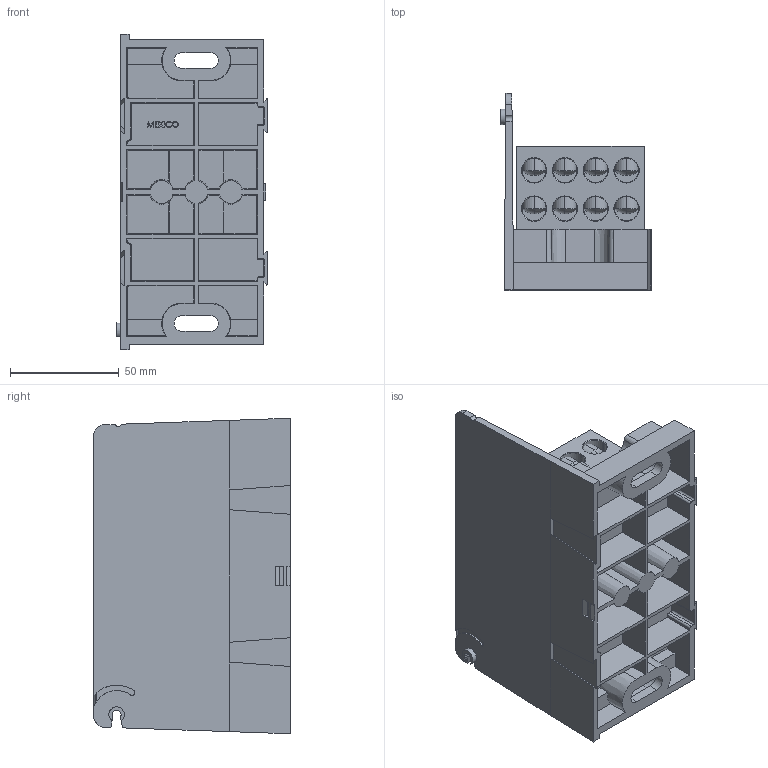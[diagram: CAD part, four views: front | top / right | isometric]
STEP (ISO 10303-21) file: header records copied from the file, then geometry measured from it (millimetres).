
FILE_DESCRIPTION (( 'STEP AP214' ), '1' );
FILE_NAME ('702000.STEP', '2024-08-19T14:02:32', ( '' ), ( '' ), 'SwSTEP 2.0', 'SolidWorks 2021', '' );
FILE_SCHEMA (( 'AUTOMOTIVE_DESIGN' ));
Length unit declared in the file: inch
Products named in the file (7): F09002; 702000; C06935P; F09928_DEFAULT; F08987; C06935; 410033
Assembly tree (15 placements, depth 3):
  702000
    C06935P
      C06935
      F08987  x2
      F09002  x8
    410033
    F09928_DEFAULT  x2
Bounding box: 69.22 x 90.17 x 144.78 mm (x, y, z)
Volume: 258561 mm3; surface area: 128295.9 mm2
Topology: 14 solids, 14 shells, 945 faces, 2320 edges, 1468 vertices
Faces by surface type: plane 370, cylinder 268, cone 254, torus 28, bspline 21, sphere 4
Entity records: 25165 total; most frequent: CARTESIAN_POINT 8665, ORIENTED_EDGE 3376, DIRECTION 3042, EDGE_CURVE 1688, VERTEX_POINT 1081, AXIS2_PLACEMENT_3D 1021, LINE 1000, VECTOR 1000
